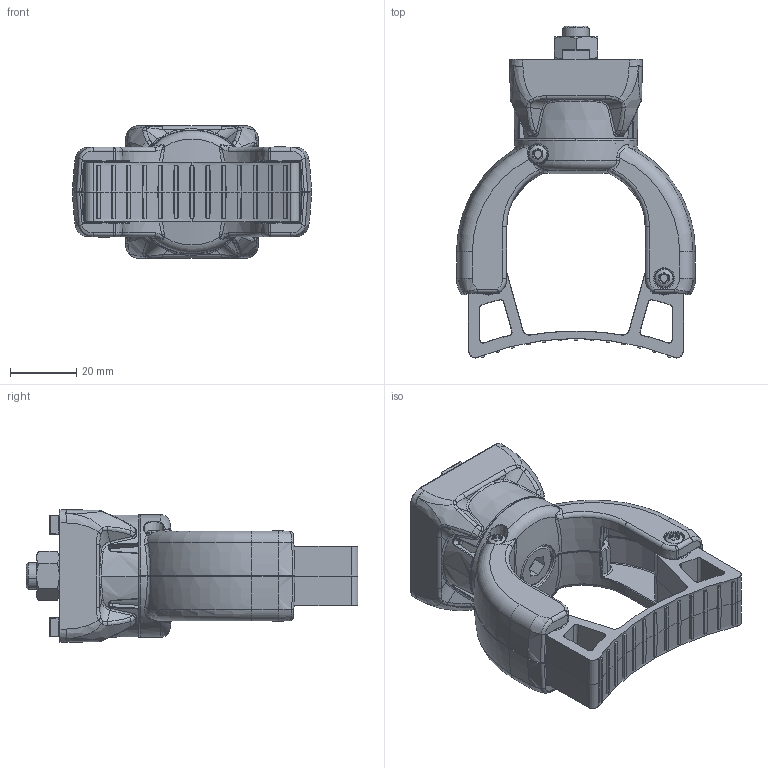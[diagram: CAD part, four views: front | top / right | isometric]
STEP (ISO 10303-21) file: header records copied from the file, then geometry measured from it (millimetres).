
FILE_DESCRIPTION (( 'STEP AP203' ), '1' );
FILE_NAME ('172533.step', '2025-08-14T17:59:53', ( '' ), ( '' ), 'SwSTEP 2.0', 'SolidWorks 2024', '' );
FILE_SCHEMA (( 'CONFIG_CONTROL_DESIGN' ));
Products named in the file (1): 172533
Bounding box: 71.99 x 100 x 40 mm (x, y, z)
Volume: 66055.6 mm3; surface area: 40287.5 mm2
Topology: 15 solids, 15 shells, 2197 faces, 5160 edges, 2945 vertices
Faces by surface type: plane 512, cylinder 469, bspline 450, cone 354, torus 296, sphere 116
Entity records: 81678 total; most frequent: CARTESIAN_POINT 35230, ORIENTED_EDGE 10148, DIRECTION 9308, EDGE_CURVE 5074, AXIS2_PLACEMENT_3D 3858, VERTEX_POINT 2945, EDGE_LOOP 2263, ADVANCED_FACE 2197
